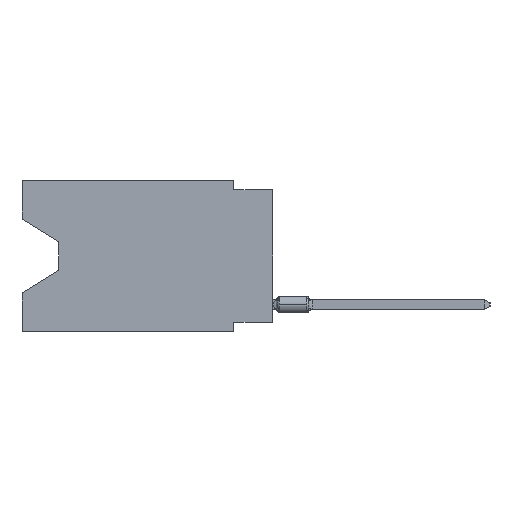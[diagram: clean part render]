
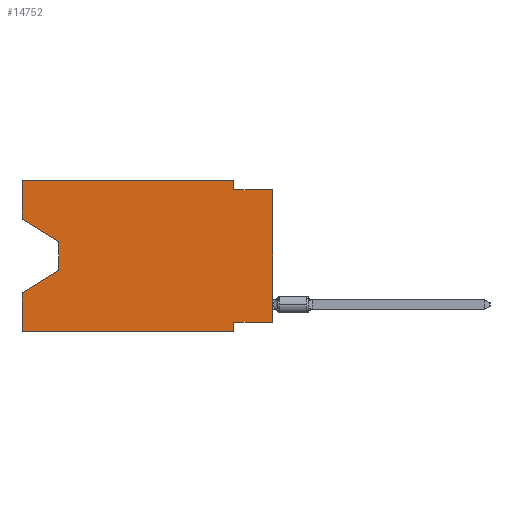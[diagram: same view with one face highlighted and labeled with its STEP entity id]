
A CAD part, left-side view. The second image highlights one B-rep face of the part: STEP entity #14752.
In plain terms, the highlighted planar face has unit normal (-1, 0, 0).
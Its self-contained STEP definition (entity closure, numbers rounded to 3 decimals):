
#597 = ORIENTED_EDGE ( 'NONE', *, *, #9631, .T. ) ;
#619 = VERTEX_POINT ( 'NONE', #21119 ) ;
#652 = DIRECTION ( 'NONE',  ( 0., 1., 0. ) ) ;
#1228 = CARTESIAN_POINT ( 'NONE',  ( 0., 16.383, 0. ) ) ;
#1557 = VERTEX_POINT ( 'NONE', #11645 ) ;
#2181 = VECTOR ( 'NONE', #22898, 1000. ) ;
#2436 = CARTESIAN_POINT ( 'NONE',  ( 0., 2.54, -9.906 ) ) ;
#2617 = DIRECTION ( 'NONE',  ( 0., 0., 1. ) ) ;
#2695 = CARTESIAN_POINT ( 'NONE',  ( 0., 2.54, 0. ) ) ;
#2781 = ORIENTED_EDGE ( 'NONE', *, *, #10928, .F. ) ;
#4197 = ORIENTED_EDGE ( 'NONE', *, *, #15698, .F. ) ;
#4239 = VERTEX_POINT ( 'NONE', #9729 ) ;
#4332 = LINE ( 'NONE', #21608, #8813 ) ;
#4796 = DIRECTION ( 'NONE',  ( 0., -1., 0. ) ) ;
#5152 = VERTEX_POINT ( 'NONE', #33235 ) ;
#5314 = VERTEX_POINT ( 'NONE', #29255 ) ;
#5534 = PLANE ( 'NONE',  #5630 ) ;
#5630 = AXIS2_PLACEMENT_3D ( 'NONE', #17097, #29227, #17672 ) ;
#5834 = LINE ( 'NONE', #20628, #2181 ) ;
#6331 = CARTESIAN_POINT ( 'NONE',  ( 0., 0., -9.271 ) ) ;
#6527 = DIRECTION ( 'NONE',  ( 0., -1., 0. ) ) ;
#6572 = ORIENTED_EDGE ( 'NONE', *, *, #12968, .T. ) ;
#6580 = VERTEX_POINT ( 'NONE', #16926 ) ;
#7320 = VECTOR ( 'NONE', #12510, 1000. ) ;
#7321 = LINE ( 'NONE', #10186, #8668 ) ;
#7359 = LINE ( 'NONE', #26894, #7320 ) ;
#7467 = CARTESIAN_POINT ( 'NONE',  ( 0., 16.383, -9.906 ) ) ;
#7812 = EDGE_CURVE ( 'NONE', #619, #4239, #28957, .T. ) ;
#8009 = ORIENTED_EDGE ( 'NONE', *, *, #21945, .F. ) ;
#8204 = ORIENTED_EDGE ( 'NONE', *, *, #14442, .F. ) ;
#8668 = VECTOR ( 'NONE', #33259, 1000. ) ;
#8813 = VECTOR ( 'NONE', #29917, 1000. ) ;
#8944 = CARTESIAN_POINT ( 'NONE',  ( 0., 0., -9.271 ) ) ;
#9468 = CARTESIAN_POINT ( 'NONE',  ( 0., 0., 0. ) ) ;
#9631 = EDGE_CURVE ( 'NONE', #5152, #20800, #33399, .T. ) ;
#9729 = CARTESIAN_POINT ( 'NONE',  ( 0., 16.383, 0. ) ) ;
#9949 = DIRECTION ( 'NONE',  ( 0., -0.855, -0.519 ) ) ;
#10136 = EDGE_CURVE ( 'NONE', #6580, #11093, #7321, .T. ) ;
#10186 = CARTESIAN_POINT ( 'NONE',  ( 0., 13.97, -5.893 ) ) ;
#10928 = EDGE_CURVE ( 'NONE', #5152, #11093, #29427, .T. ) ;
#11093 = VERTEX_POINT ( 'NONE', #22577 ) ;
#11132 = CARTESIAN_POINT ( 'NONE',  ( 0., 2.54, 0. ) ) ;
#11231 = DIRECTION ( 'NONE',  ( 0., 0., -1. ) ) ;
#11308 = ORIENTED_EDGE ( 'NONE', *, *, #30062, .F. ) ;
#11645 = CARTESIAN_POINT ( 'NONE',  ( 0., 13.97, -4.013 ) ) ;
#12510 = DIRECTION ( 'NONE',  ( 0., -1., 0. ) ) ;
#12786 = LINE ( 'NONE', #24709, #15809 ) ;
#12968 = EDGE_CURVE ( 'NONE', #619, #1557, #12786, .T. ) ;
#13497 = EDGE_CURVE ( 'NONE', #37160, #14521, #17522, .T. ) ;
#13887 = LINE ( 'NONE', #2695, #22174 ) ;
#14442 = EDGE_CURVE ( 'NONE', #4239, #22146, #15245, .T. ) ;
#14521 = VERTEX_POINT ( 'NONE', #26794 ) ;
#14752 = ADVANCED_FACE ( 'NONE', ( #29415 ), #5534, .F. ) ;
#15040 = DIRECTION ( 'NONE',  ( 0., 0., 1. ) ) ;
#15245 = LINE ( 'NONE', #1228, #34606 ) ;
#15655 = EDGE_CURVE ( 'NONE', #37160, #35160, #24616, .T. ) ;
#15698 = EDGE_CURVE ( 'NONE', #14521, #20800, #4332, .T. ) ;
#15780 = ORIENTED_EDGE ( 'NONE', *, *, #10136, .T. ) ;
#15809 = VECTOR ( 'NONE', #9949, 1000. ) ;
#16926 = CARTESIAN_POINT ( 'NONE',  ( 0., 13.97, -5.893 ) ) ;
#17097 = CARTESIAN_POINT ( 'NONE',  ( 0., 16.383, 0. ) ) ;
#17522 = LINE ( 'NONE', #6331, #28161 ) ;
#17563 = ORIENTED_EDGE ( 'NONE', *, *, #13497, .F. ) ;
#17672 = DIRECTION ( 'NONE',  ( 0., 0., -1. ) ) ;
#18061 = CARTESIAN_POINT ( 'NONE',  ( 0., 16.383, 0. ) ) ;
#19610 = VECTOR ( 'NONE', #4796, 1000. ) ;
#20284 = VECTOR ( 'NONE', #36156, 1000. ) ;
#20628 = CARTESIAN_POINT ( 'NONE',  ( 0., 13.97, -4.013 ) ) ;
#20800 = VERTEX_POINT ( 'NONE', #2436 ) ;
#21119 = CARTESIAN_POINT ( 'NONE',  ( 0., 16.383, -2.546 ) ) ;
#21608 = CARTESIAN_POINT ( 'NONE',  ( 0., 2.54, -9.906 ) ) ;
#21945 = EDGE_CURVE ( 'NONE', #5314, #35160, #7359, .T. ) ;
#22146 = VERTEX_POINT ( 'NONE', #11132 ) ;
#22174 = VECTOR ( 'NONE', #11231, 1000. ) ;
#22577 = CARTESIAN_POINT ( 'NONE',  ( 0., 16.383, -7.36 ) ) ;
#22898 = DIRECTION ( 'NONE',  ( 0., 0., -1. ) ) ;
#23593 = CARTESIAN_POINT ( 'NONE',  ( 0., 0., -0.635 ) ) ;
#24616 = LINE ( 'NONE', #9468, #20284 ) ;
#24709 = CARTESIAN_POINT ( 'NONE',  ( 0., 16.383, -2.546 ) ) ;
#26587 = EDGE_LOOP ( 'NONE', ( #6572, #33251, #15780, #2781, #597, #4197, #17563, #32165, #8009, #11308, #8204, #28471 ) ) ;
#26794 = CARTESIAN_POINT ( 'NONE',  ( 0., 2.54, -9.271 ) ) ;
#26894 = CARTESIAN_POINT ( 'NONE',  ( 0., 0., -0.635 ) ) ;
#27591 = VECTOR ( 'NONE', #15040, 1000. ) ;
#28161 = VECTOR ( 'NONE', #652, 1000. ) ;
#28387 = CARTESIAN_POINT ( 'NONE',  ( 0., 16.383, 0. ) ) ;
#28471 = ORIENTED_EDGE ( 'NONE', *, *, #7812, .F. ) ;
#28957 = LINE ( 'NONE', #28387, #32410 ) ;
#29227 = DIRECTION ( 'NONE',  ( 1., 0., 0. ) ) ;
#29255 = CARTESIAN_POINT ( 'NONE',  ( 0., 2.54, -0.635 ) ) ;
#29415 = FACE_OUTER_BOUND ( 'NONE', #26587, .T. ) ;
#29427 = LINE ( 'NONE', #18061, #27591 ) ;
#29917 = DIRECTION ( 'NONE',  ( 0., 0., -1. ) ) ;
#30062 = EDGE_CURVE ( 'NONE', #22146, #5314, #13887, .T. ) ;
#32165 = ORIENTED_EDGE ( 'NONE', *, *, #15655, .T. ) ;
#32410 = VECTOR ( 'NONE', #2617, 1000. ) ;
#33235 = CARTESIAN_POINT ( 'NONE',  ( 0., 16.383, -9.906 ) ) ;
#33251 = ORIENTED_EDGE ( 'NONE', *, *, #35740, .T. ) ;
#33259 = DIRECTION ( 'NONE',  ( 0., 0.855, -0.519 ) ) ;
#33399 = LINE ( 'NONE', #7467, #19610 ) ;
#34606 = VECTOR ( 'NONE', #6527, 1000. ) ;
#35160 = VERTEX_POINT ( 'NONE', #23593 ) ;
#35740 = EDGE_CURVE ( 'NONE', #1557, #6580, #5834, .T. ) ;
#36156 = DIRECTION ( 'NONE',  ( 0., 0., 1. ) ) ;
#37160 = VERTEX_POINT ( 'NONE', #8944 ) ;
